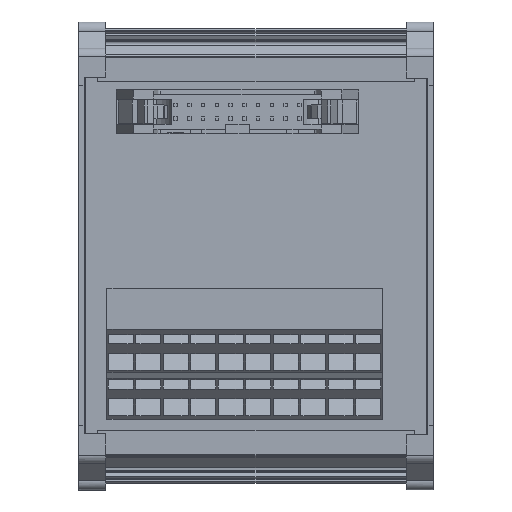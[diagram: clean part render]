
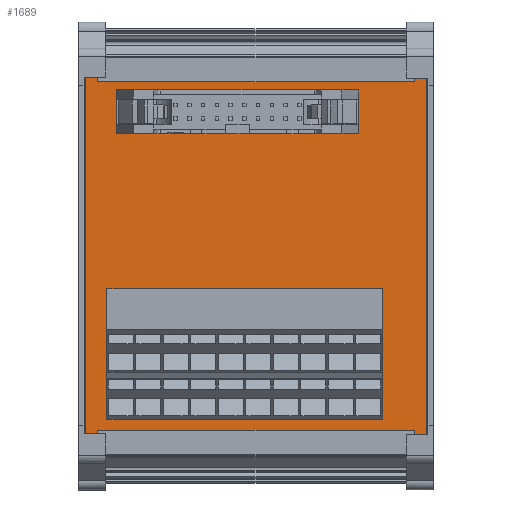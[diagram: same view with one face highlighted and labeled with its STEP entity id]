
A CAD part, top view. The second image highlights one B-rep face of the part: STEP entity #1689.
In plain terms, the highlighted planar face has unit normal (0, 0, 1).
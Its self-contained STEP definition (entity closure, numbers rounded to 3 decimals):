
#1585=AXIS2_PLACEMENT_3D('Plane Axis2P3D',#1582,#1583,#1584) ;
#1582=CARTESIAN_POINT('Axis2P3D Location',(1.25,9.3,36.952)) ;
#1587=CARTESIAN_POINT('Line Origine',(1.25,43.2,36.952)) ;
#1591=CARTESIAN_POINT('Vertex',(1.25,77.1,36.952)) ;
#1593=CARTESIAN_POINT('Vertex',(1.25,9.3,36.952)) ;
#1596=CARTESIAN_POINT('Line Origine',(32.75,9.3,36.952)) ;
#1600=CARTESIAN_POINT('Vertex',(64.25,9.3,36.952)) ;
#1603=CARTESIAN_POINT('Line Origine',(64.25,43.2,36.952)) ;
#1607=CARTESIAN_POINT('Vertex',(64.25,77.1,36.952)) ;
#1610=CARTESIAN_POINT('Line Origine',(32.75,77.1,36.952)) ;
#1621=CARTESIAN_POINT('Line Origine',(5.24,25.77,36.952)) ;
#1625=CARTESIAN_POINT('Vertex',(5.24,37.07,36.952)) ;
#1627=CARTESIAN_POINT('Vertex',(5.24,14.47,36.952)) ;
#1630=CARTESIAN_POINT('Line Origine',(30.64,37.07,36.952)) ;
#1634=CARTESIAN_POINT('Vertex',(56.04,37.07,36.952)) ;
#1637=CARTESIAN_POINT('Line Origine',(56.04,25.77,36.952)) ;
#1641=CARTESIAN_POINT('Vertex',(56.04,14.47,36.952)) ;
#1644=CARTESIAN_POINT('Line Origine',(30.64,14.47,36.952)) ;
#1655=CARTESIAN_POINT('Line Origine',(6.98,69.784,36.952)) ;
#1659=CARTESIAN_POINT('Vertex',(6.98,65.734,36.952)) ;
#1661=CARTESIAN_POINT('Vertex',(6.98,73.834,36.952)) ;
#1664=CARTESIAN_POINT('Line Origine',(29.33,73.834,36.952)) ;
#1668=CARTESIAN_POINT('Vertex',(51.68,73.834,36.952)) ;
#1671=CARTESIAN_POINT('Line Origine',(51.68,69.784,36.952)) ;
#1675=CARTESIAN_POINT('Vertex',(51.68,65.734,36.952)) ;
#1678=CARTESIAN_POINT('Line Origine',(29.33,65.734,36.952)) ;
#1583=DIRECTION('Axis2P3D Direction',(0.,0.,-1.)) ;
#1584=DIRECTION('Axis2P3D XDirection',(0.,1.,0.)) ;
#1588=DIRECTION('Vector Direction',(0.,-1.,0.)) ;
#1597=DIRECTION('Vector Direction',(1.,0.,0.)) ;
#1604=DIRECTION('Vector Direction',(0.,1.,0.)) ;
#1611=DIRECTION('Vector Direction',(-1.,0.,0.)) ;
#1622=DIRECTION('Vector Direction',(0.,-1.,0.)) ;
#1631=DIRECTION('Vector Direction',(-1.,0.,0.)) ;
#1638=DIRECTION('Vector Direction',(0.,-1.,0.)) ;
#1645=DIRECTION('Vector Direction',(-1.,0.,0.)) ;
#1656=DIRECTION('Vector Direction',(0.,1.,0.)) ;
#1665=DIRECTION('Vector Direction',(-1.,0.,0.)) ;
#1672=DIRECTION('Vector Direction',(0.,1.,0.)) ;
#1679=DIRECTION('Vector Direction',(1.,0.,0.)) ;
#1589=VECTOR('Line Direction',#1588,1.) ;
#1598=VECTOR('Line Direction',#1597,1.) ;
#1605=VECTOR('Line Direction',#1604,1.) ;
#1612=VECTOR('Line Direction',#1611,1.) ;
#1623=VECTOR('Line Direction',#1622,1.) ;
#1632=VECTOR('Line Direction',#1631,1.) ;
#1639=VECTOR('Line Direction',#1638,1.) ;
#1646=VECTOR('Line Direction',#1645,1.) ;
#1657=VECTOR('Line Direction',#1656,1.) ;
#1666=VECTOR('Line Direction',#1665,1.) ;
#1673=VECTOR('Line Direction',#1672,1.) ;
#1680=VECTOR('Line Direction',#1679,1.) ;
#1616=ORIENTED_EDGE('',*,*,#1595,.T.) ;
#1617=ORIENTED_EDGE('',*,*,#1602,.T.) ;
#1618=ORIENTED_EDGE('',*,*,#1609,.T.) ;
#1619=ORIENTED_EDGE('',*,*,#1614,.T.) ;
#1650=ORIENTED_EDGE('',*,*,#1629,.F.) ;
#1651=ORIENTED_EDGE('',*,*,#1636,.F.) ;
#1652=ORIENTED_EDGE('',*,*,#1643,.T.) ;
#1653=ORIENTED_EDGE('',*,*,#1648,.T.) ;
#1684=ORIENTED_EDGE('',*,*,#1663,.T.) ;
#1685=ORIENTED_EDGE('',*,*,#1670,.F.) ;
#1686=ORIENTED_EDGE('',*,*,#1677,.F.) ;
#1687=ORIENTED_EDGE('',*,*,#1682,.F.) ;
#1654=FACE_BOUND('',#1649,.T.) ;
#1688=FACE_BOUND('',#1683,.T.) ;
#1689=ADVANCED_FACE('NONE',(#1620,#1654,#1688),#1586,.F.) ;
#1595=EDGE_CURVE('',#1592,#1594,#1590,.T.) ;
#1602=EDGE_CURVE('',#1594,#1601,#1599,.T.) ;
#1609=EDGE_CURVE('',#1601,#1608,#1606,.T.) ;
#1614=EDGE_CURVE('',#1608,#1592,#1613,.T.) ;
#1629=EDGE_CURVE('',#1626,#1628,#1624,.T.) ;
#1636=EDGE_CURVE('',#1635,#1626,#1633,.T.) ;
#1643=EDGE_CURVE('',#1635,#1642,#1640,.T.) ;
#1648=EDGE_CURVE('',#1642,#1628,#1647,.T.) ;
#1663=EDGE_CURVE('',#1660,#1662,#1658,.T.) ;
#1670=EDGE_CURVE('',#1669,#1662,#1667,.T.) ;
#1677=EDGE_CURVE('',#1676,#1669,#1674,.T.) ;
#1682=EDGE_CURVE('',#1660,#1676,#1681,.T.) ;
#1615=EDGE_LOOP('',(#1616,#1617,#1618,#1619)) ;
#1649=EDGE_LOOP('',(#1650,#1651,#1652,#1653)) ;
#1683=EDGE_LOOP('',(#1684,#1685,#1686,#1687)) ;
#1620=FACE_OUTER_BOUND('',#1615,.T.) ;
#1590=LINE('Line',#1587,#1589) ;
#1599=LINE('Line',#1596,#1598) ;
#1606=LINE('Line',#1603,#1605) ;
#1613=LINE('Line',#1610,#1612) ;
#1624=LINE('Line',#1621,#1623) ;
#1633=LINE('Line',#1630,#1632) ;
#1640=LINE('Line',#1637,#1639) ;
#1647=LINE('Line',#1644,#1646) ;
#1658=LINE('Line',#1655,#1657) ;
#1667=LINE('Line',#1664,#1666) ;
#1674=LINE('Line',#1671,#1673) ;
#1681=LINE('Line',#1678,#1680) ;
#1586=PLANE('',#1585) ;
#1592=VERTEX_POINT('',#1591) ;
#1594=VERTEX_POINT('',#1593) ;
#1601=VERTEX_POINT('',#1600) ;
#1608=VERTEX_POINT('',#1607) ;
#1626=VERTEX_POINT('',#1625) ;
#1628=VERTEX_POINT('',#1627) ;
#1635=VERTEX_POINT('',#1634) ;
#1642=VERTEX_POINT('',#1641) ;
#1660=VERTEX_POINT('',#1659) ;
#1662=VERTEX_POINT('',#1661) ;
#1669=VERTEX_POINT('',#1668) ;
#1676=VERTEX_POINT('',#1675) ;
